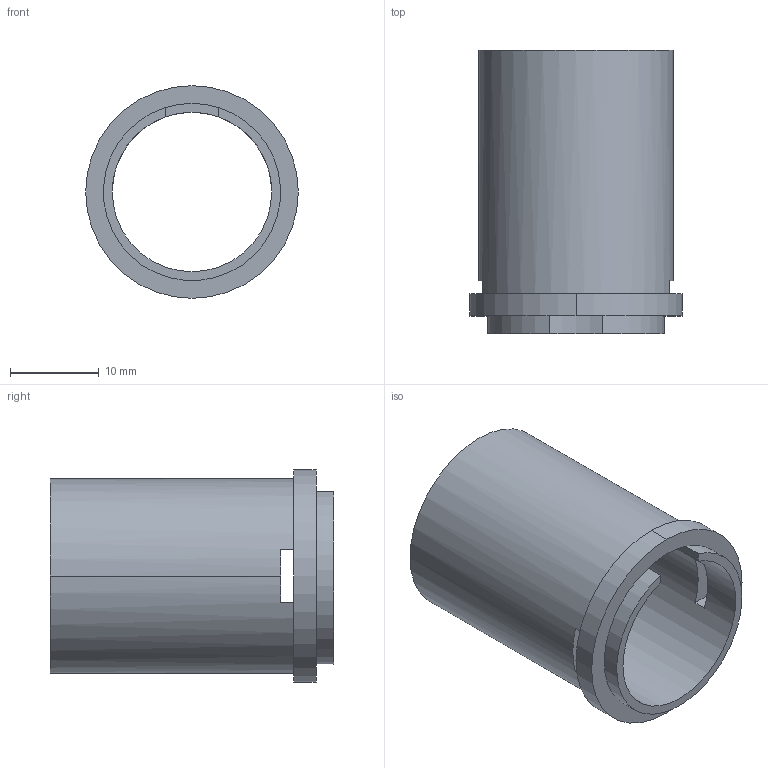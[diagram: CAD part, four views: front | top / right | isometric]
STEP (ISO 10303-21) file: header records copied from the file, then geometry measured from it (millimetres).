
FILE_DESCRIPTION((''),'2;1');
FILE_NAME('CILINDRO','2023-02-25T10:20:46',('alexb'),(''),'CREO PARAMETRIC BY PTC INC, 2022164','CREO PARAMETRIC BY PTC INC, 2022164','');
FILE_SCHEMA(('CONFIG_CONTROL_DESIGN'));
Length unit declared in the file: millimetre
Products named in the file (1): CILINDRO
Bounding box: 24 x 32 x 24 mm (x, y, z)
Volume: 3822.7 mm3; surface area: 4461.5 mm2
Topology: 1 solids, 1 shells, 24 faces, 70 edges, 46 vertices
Faces by surface type: plane 14, cylinder 10
Entity records: 862 total; most frequent: DIRECTION 152, CARTESIAN_POINT 140, ORIENTED_EDGE 140, EDGE_CURVE 70, AXIS2_PLACEMENT_3D 58, VERTEX_POINT 46, VECTOR 36, LINE 36
